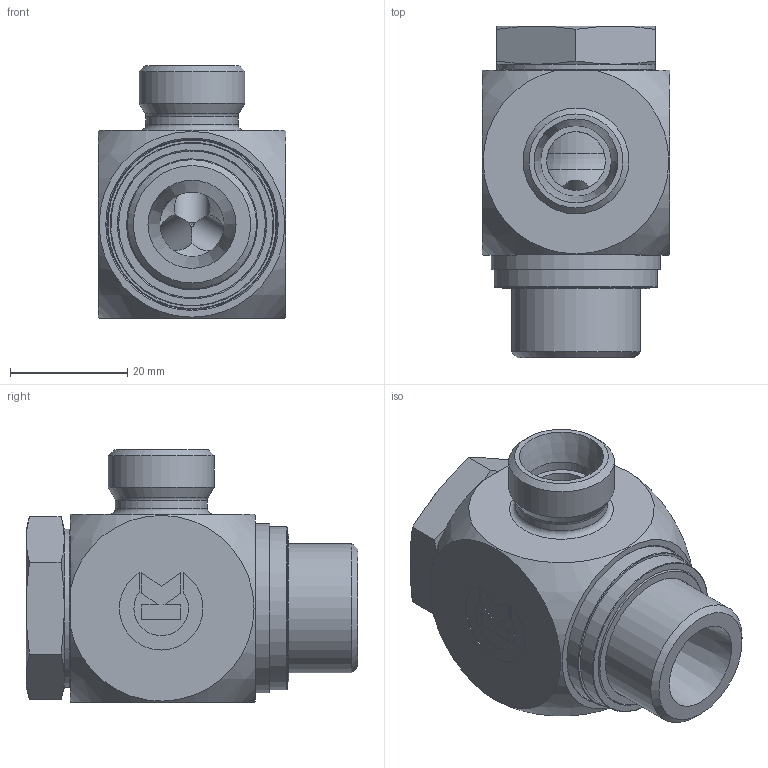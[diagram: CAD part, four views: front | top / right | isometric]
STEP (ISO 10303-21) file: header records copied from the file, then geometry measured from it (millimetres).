
FILE_DESCRIPTION((''),'2;1');
FILE_NAME('80761122218.stp','2014-09-05T19:35:31',(''),('KNOMI spol. s r. o.'),'Autodesk Inventor 2012','Autodesk Inventor 2012','');
FILE_SCHEMA(('AUTOMOTIVE_DESIGN { 1 2 10303 214 0 1 1 1 }'));
Length unit declared in the file: millimetre
Products named in the file (7): SPEM2 12LM22 M22x1.5 / M18x1.5 "pryž"; 7471 2 2218; 7092 35 1222; 60 18000 265 90; 8077022; 80775222; 80775122
Assembly tree (6 placements, depth 3):
  SPEM2 12LM22 M22x1.5 / M18x1.5 "pryž"
    7471 2 2218
    7092 35 1222
    60 18000 265 90
    8077022
      80775222
      80775122
Bounding box: 32 x 56.5 x 43 mm (x, y, z)
Volume: 37259.8 mm3; surface area: 17916.7 mm2
Topology: 5 solids, 5 shells, 152 faces, 353 edges, 223 vertices
Faces by surface type: plane 74, cone 33, cylinder 31, torus 13, sphere 1
Full cylindrical faces by diameter (mm): 6 x3, 10 x1, 11 x1, 12 x1, 15 x1, 15.7 x1, 18 x1, 22 x1, 22.3 x1, 22.8 x1, 22.96 x3, 23 x1, 23.1 x1, 25 x2, 25.4 x2, 27 x1, 27.9 x1, 28.9 x1, 29 x1
Entity records: 4482 total; most frequent: CARTESIAN_POINT 953, DIRECTION 679, ORIENTED_EDGE 562, EDGE_CURVE 281, AXIS2_PLACEMENT_3D 273, EDGE_LOOP 236, VERTEX_POINT 207, STYLED_ITEM 157
